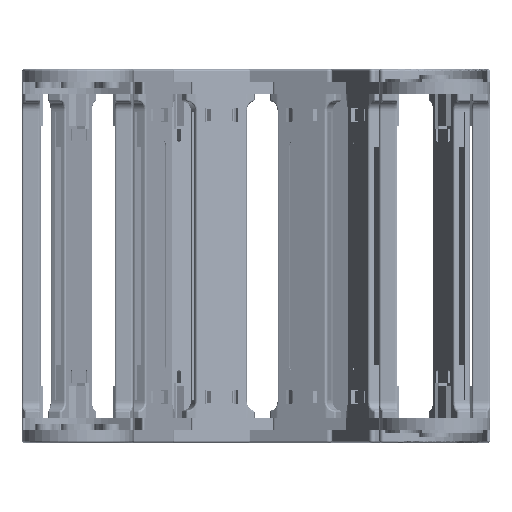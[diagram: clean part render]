
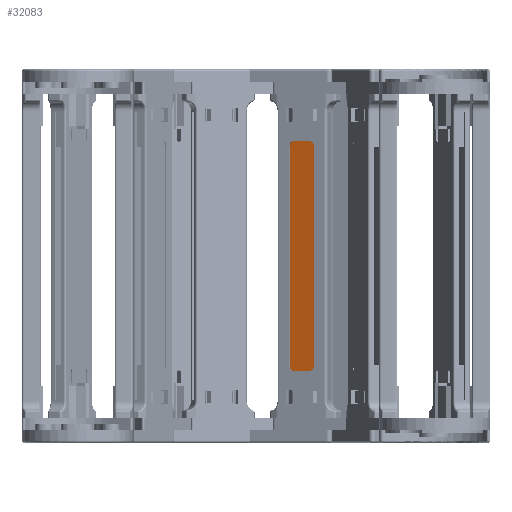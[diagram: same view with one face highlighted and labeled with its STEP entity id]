
A CAD part, left-side view. The second image highlights one B-rep face of the part: STEP entity #32083.
In plain terms, the highlighted face is planar.
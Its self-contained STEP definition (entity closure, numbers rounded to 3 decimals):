
#1988 = CIRCLE ( 'NONE', #11818, 2.515 ) ;
#3232 = CARTESIAN_POINT ( 'NONE',  ( -66.655, 30.497, -19.636 ) ) ;
#5278 = CARTESIAN_POINT ( 'NONE',  ( -79.23, 30.497, -145.789 ) ) ;
#5289 = VERTEX_POINT ( 'NONE', #24918 ) ;
#7168 = DIRECTION ( 'NONE',  ( 0., 0., 1. ) ) ;
#8835 = EDGE_CURVE ( 'NONE', #33944, #34382, #20780, .T. ) ;
#8943 = EDGE_CURVE ( 'NONE', #34382, #32923, #1988, .T. ) ;
#9394 = VECTOR ( 'NONE', #35148, 1000. ) ;
#9858 = CARTESIAN_POINT ( 'NONE',  ( -76.715, 30.497, -148.324 ) ) ;
#10024 = DIRECTION ( 'NONE',  ( 0., -1., 0. ) ) ;
#10251 = LINE ( 'NONE', #12105, #14544 ) ;
#10265 = LINE ( 'NONE', #5278, #9394 ) ;
#11250 = CARTESIAN_POINT ( 'NONE',  ( -66.655, 30.497, -22.151 ) ) ;
#11495 = CARTESIAN_POINT ( 'NONE',  ( -76.715, 30.497, -148.324 ) ) ;
#11818 = AXIS2_PLACEMENT_3D ( 'NONE', #30907, #30788, #14605 ) ;
#12105 = CARTESIAN_POINT ( 'NONE',  ( -64.14, 30.497, -145.789 ) ) ;
#12344 = EDGE_CURVE ( 'NONE', #5289, #15876, #21893, .T. ) ;
#13078 = ORIENTED_EDGE ( 'NONE', *, *, #33467, .F. ) ;
#13527 = VECTOR ( 'NONE', #30562, 1000. ) ;
#13625 = ORIENTED_EDGE ( 'NONE', *, *, #8943, .F. ) ;
#14544 = VECTOR ( 'NONE', #34222, 1000. ) ;
#14605 = DIRECTION ( 'NONE',  ( 0., 0., -1. ) ) ;
#15623 = CARTESIAN_POINT ( 'NONE',  ( -76.715, 30.497, -22.151 ) ) ;
#15740 = DIRECTION ( 'NONE',  ( 0., -1., 0. ) ) ;
#15876 = VERTEX_POINT ( 'NONE', #25913 ) ;
#16501 = VECTOR ( 'NONE', #30093, 1000. ) ;
#16719 = PLANE ( 'NONE',  #18138 ) ;
#16868 = DIRECTION ( 'NONE',  ( 0., -1., 0. ) ) ;
#16946 = LINE ( 'NONE', #30202, #16501 ) ;
#18084 = ORIENTED_EDGE ( 'NONE', *, *, #20984, .F. ) ;
#18138 = AXIS2_PLACEMENT_3D ( 'NONE', #25038, #27437, #19488 ) ;
#19488 = DIRECTION ( 'NONE',  ( 0., 0., 1. ) ) ;
#20537 = ORIENTED_EDGE ( 'NONE', *, *, #34347, .F. ) ;
#20780 = LINE ( 'NONE', #11495, #13527 ) ;
#20984 = EDGE_CURVE ( 'NONE', #32923, #24557, #10251, .T. ) ;
#21893 = CIRCLE ( 'NONE', #23395, 2.515 ) ;
#22030 = VERTEX_POINT ( 'NONE', #3232 ) ;
#22296 = AXIS2_PLACEMENT_3D ( 'NONE', #31571, #10024, #7168 ) ;
#23222 = EDGE_LOOP ( 'NONE', ( #20537, #34026, #25953, #24650, #18084, #13625, #26647, #13078 ) ) ;
#23395 = AXIS2_PLACEMENT_3D ( 'NONE', #15623, #15740, #29643 ) ;
#24155 = CARTESIAN_POINT ( 'NONE',  ( -64.14, 30.497, -145.809 ) ) ;
#24557 = VERTEX_POINT ( 'NONE', #33886 ) ;
#24650 = ORIENTED_EDGE ( 'NONE', *, *, #33219, .F. ) ;
#24918 = CARTESIAN_POINT ( 'NONE',  ( -76.715, 30.497, -19.636 ) ) ;
#24953 = DIRECTION ( 'NONE',  ( 0., 0., 1. ) ) ;
#25038 = CARTESIAN_POINT ( 'NONE',  ( -76.715, 30.497, -145.789 ) ) ;
#25694 = CIRCLE ( 'NONE', #22296, 2.515 ) ;
#25885 = EDGE_CURVE ( 'NONE', #22030, #5289, #16946, .T. ) ;
#25913 = CARTESIAN_POINT ( 'NONE',  ( -79.23, 30.497, -22.151 ) ) ;
#25953 = ORIENTED_EDGE ( 'NONE', *, *, #25885, .F. ) ;
#26647 = ORIENTED_EDGE ( 'NONE', *, *, #8835, .F. ) ;
#26706 = CARTESIAN_POINT ( 'NONE',  ( -79.23, 30.497, -145.809 ) ) ;
#27437 = DIRECTION ( 'NONE',  ( 0., -1., 0. ) ) ;
#27769 = CIRCLE ( 'NONE', #31345, 2.515 ) ;
#29643 = DIRECTION ( 'NONE',  ( 0., 0., 1. ) ) ;
#29703 = CARTESIAN_POINT ( 'NONE',  ( -66.655, 30.497, -148.324 ) ) ;
#30093 = DIRECTION ( 'NONE',  ( -1., 0., 0. ) ) ;
#30202 = CARTESIAN_POINT ( 'NONE',  ( -76.715, 30.497, -19.636 ) ) ;
#30562 = DIRECTION ( 'NONE',  ( 1., 0., 0. ) ) ;
#30788 = DIRECTION ( 'NONE',  ( 0., -1., 0. ) ) ;
#30848 = FACE_OUTER_BOUND ( 'NONE', #23222, .T. ) ;
#30907 = CARTESIAN_POINT ( 'NONE',  ( -66.655, 30.497, -145.809 ) ) ;
#31345 = AXIS2_PLACEMENT_3D ( 'NONE', #11250, #16868, #24953 ) ;
#31571 = CARTESIAN_POINT ( 'NONE',  ( -76.715, 30.497, -145.809 ) ) ;
#32083 = ADVANCED_FACE ( 'NONE', ( #30848 ), #16719, .F. ) ;
#32402 = VERTEX_POINT ( 'NONE', #26706 ) ;
#32923 = VERTEX_POINT ( 'NONE', #24155 ) ;
#33219 = EDGE_CURVE ( 'NONE', #24557, #22030, #27769, .T. ) ;
#33467 = EDGE_CURVE ( 'NONE', #32402, #33944, #25694, .T. ) ;
#33886 = CARTESIAN_POINT ( 'NONE',  ( -64.14, 30.497, -22.151 ) ) ;
#33944 = VERTEX_POINT ( 'NONE', #9858 ) ;
#34026 = ORIENTED_EDGE ( 'NONE', *, *, #12344, .F. ) ;
#34222 = DIRECTION ( 'NONE',  ( 0., 0., 1. ) ) ;
#34347 = EDGE_CURVE ( 'NONE', #15876, #32402, #10265, .T. ) ;
#34382 = VERTEX_POINT ( 'NONE', #29703 ) ;
#35148 = DIRECTION ( 'NONE',  ( 0., 0., -1. ) ) ;
